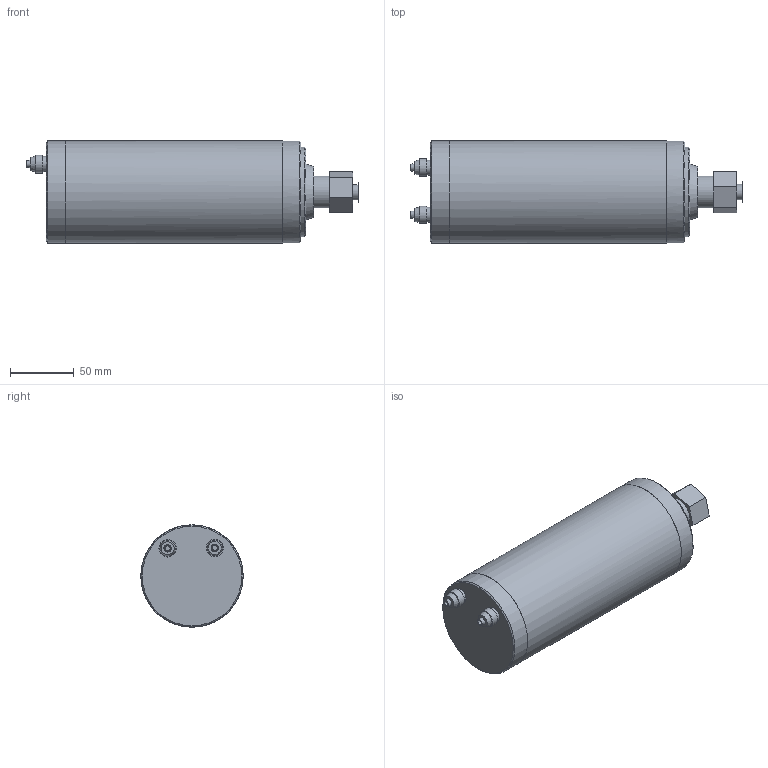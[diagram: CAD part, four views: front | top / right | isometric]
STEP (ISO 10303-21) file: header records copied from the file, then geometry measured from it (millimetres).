
FILE_DESCRIPTION(/* description */ (''),/* implementation_level */ '2;1');
FILE_NAME(/* name */ '2_2kw_spindle v2.step',/* time_stamp */ '2024-03-04T18:41:12Z',/* author */ (''),/* organization */ (''),/* preprocessor_version */ 'ST-DEVELOPER v20',/* originating_system */ 'Autodesk Translation Framework v12.20.1.177',/* authorisation */ '');
FILE_SCHEMA (('AUTOMOTIVE_DESIGN { 1 0 10303 214 3 1 1 }'));
Length unit declared in the file: millimetre
Products named in the file (1): 2_2kw_spindle
Bounding box: 259.74 x 80 x 80 mm (x, y, z)
Volume: 1045820.9 mm3; surface area: 66119.4 mm2
Topology: 1 solids, 1 shells, 47 faces, 81 edges, 54 vertices
Faces by surface type: plane 26, cylinder 12, cone 9
Full cylindrical faces by diameter (mm): 4 x2, 11.692 x2, 12 x1, 13.653 x2, 25 x1, 70 x1, 79.8 x2, 80 x1
Entity records: 1220 total; most frequent: DIRECTION 219, CARTESIAN_POINT 183, ORIENTED_EDGE 162, AXIS2_PLACEMENT_3D 90, EDGE_CURVE 81, EDGE_LOOP 65, VERTEX_POINT 54, FACE_OUTER_BOUND 47
